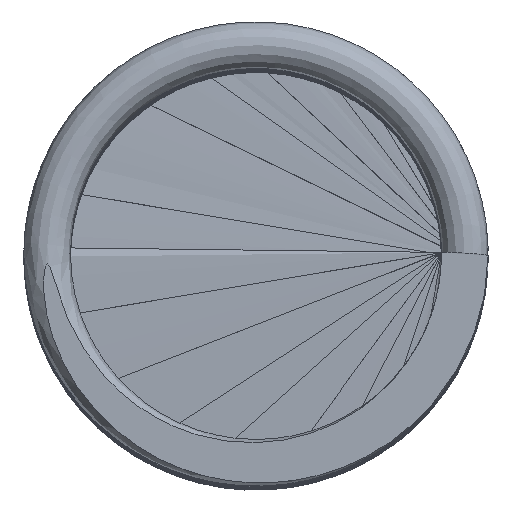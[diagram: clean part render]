
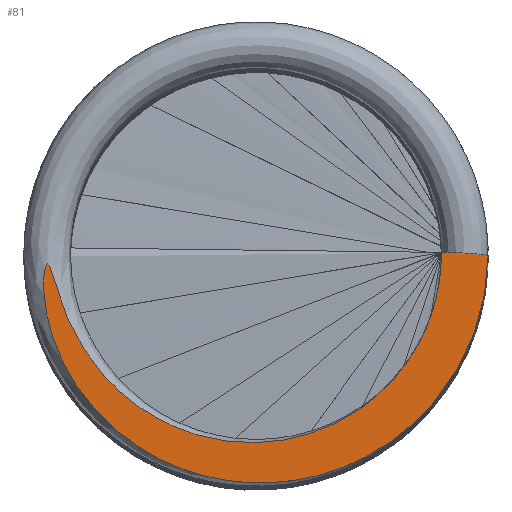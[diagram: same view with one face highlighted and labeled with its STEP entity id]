
A CAD part, top view. The second image highlights one B-rep face of the part: STEP entity #81.
In plain terms, the highlighted planar face has unit normal (0, 0, 1).
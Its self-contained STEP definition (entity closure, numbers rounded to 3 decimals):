
#49=EDGE_CURVE('',#51,#77,#111,.T.);
#51=VERTEX_POINT('',#113);
#57=EDGE_CURVE('',#87,#51,#119,.T.);
#71=EDGE_CURVE('',#77,#87,#136,.T.);
#77=VERTEX_POINT('',#143);
#81=ADVANCED_FACE('',(#147),#148,.T.);
#87=VERTEX_POINT('',#154);
#111=B_SPLINE_CURVE_WITH_KNOTS('',3,(#224,#225,#226,#227,#228,#229,#230,#231,#232,#233,#234,#235,#236,#237,#238,#239,#240,#241,#242,#243,#244,#245,#246,#247,#248,#249,#250,#251,#252,#253,#254,#255,#256,#257,#258,#259,#260,#261,#262,#263,#264,#265,#266,#267,#268,#269,#270,#271,#272,#273,#274,#275,#276,#277),.UNSPECIFIED.,.F.,.F.,(4,2,2,2,2,2,2,2,2,2,2,2,2,2,2,2,2,2,2,2,2,2,2,2,2,2,4),(-8.716,-8.431,-8.145,-7.628,-7.071,-6.424,-5.788,-5.254,-4.78,-4.308,-4.13,-4.077,-4.058,-4.049,-4.041,-4.033,-4.021,-3.998,-3.807,-3.51,-3.18,-2.629,-2.042,-1.567,-1.142,-0.683,-0.0),.UNSPECIFIED.);
#113=CARTESIAN_POINT('',(3.124,-0.019,32.44));
#119=LINE('',#571,#572);
#136=B_SPLINE_CURVE_WITH_KNOTS('',3,(#4848,#4849,#4850,#4851),.UNSPECIFIED.,.F.,.F.,(4,4),(0.,-0.0),.UNSPECIFIED.);
#143=CARTESIAN_POINT('',(2.496,0.019,32.44));
#147=FACE_OUTER_BOUND('',#4864,.T.);
#148=PLANE('',#4865);
#154=CARTESIAN_POINT('',(2.496,0.019,32.44));
#224=CARTESIAN_POINT('',(3.124,-0.019,32.44));
#225=CARTESIAN_POINT('',(3.122,-0.245,32.44));
#226=CARTESIAN_POINT('',(3.096,-0.471,32.44));
#227=CARTESIAN_POINT('',(2.995,-0.913,32.44));
#228=CARTESIAN_POINT('',(2.921,-1.126,32.44));
#229=CARTESIAN_POINT('',(2.648,-1.699,32.44));
#230=CARTESIAN_POINT('',(2.4,-2.03,32.44));
#231=CARTESIAN_POINT('',(1.766,-2.596,32.44));
#232=CARTESIAN_POINT('',(1.402,-2.795,32.44));
#233=CARTESIAN_POINT('',(0.633,-3.059,32.44));
#234=CARTESIAN_POINT('',(0.226,-3.099,32.44));
#235=CARTESIAN_POINT('',(-0.498,-3.052,32.44));
#236=CARTESIAN_POINT('',(-0.891,-2.961,32.44));
#237=CARTESIAN_POINT('',(-1.601,-2.609,32.44));
#238=CARTESIAN_POINT('',(-1.917,-2.378,32.44));
#239=CARTESIAN_POINT('',(-2.425,-1.795,32.44));
#240=CARTESIAN_POINT('',(-2.611,-1.478,32.44));
#241=CARTESIAN_POINT('',(-2.844,-0.794,32.44));
#242=CARTESIAN_POINT('',(-2.865,-0.505,32.44));
#243=CARTESIAN_POINT('',(-2.853,-0.264,32.44));
#244=CARTESIAN_POINT('',(-2.846,-0.212,32.44));
#245=CARTESIAN_POINT('',(-2.833,-0.167,32.44));
#246=CARTESIAN_POINT('',(-2.829,-0.155,32.44));
#247=CARTESIAN_POINT('',(-2.821,-0.143,32.44));
#248=CARTESIAN_POINT('',(-2.819,-0.139,32.44));
#249=CARTESIAN_POINT('',(-2.815,-0.135,32.44));
#250=CARTESIAN_POINT('',(-2.813,-0.134,32.44));
#251=CARTESIAN_POINT('',(-2.81,-0.133,32.44));
#252=CARTESIAN_POINT('',(-2.808,-0.132,32.44));
#253=CARTESIAN_POINT('',(-2.805,-0.132,32.44));
#254=CARTESIAN_POINT('',(-2.804,-0.132,32.44));
#255=CARTESIAN_POINT('',(-2.8,-0.134,32.44));
#256=CARTESIAN_POINT('',(-2.798,-0.135,32.44));
#257=CARTESIAN_POINT('',(-2.792,-0.14,32.44));
#258=CARTESIAN_POINT('',(-2.789,-0.144,32.44));
#259=CARTESIAN_POINT('',(-2.762,-0.185,32.44));
#260=CARTESIAN_POINT('',(-2.736,-0.282,32.44));
#261=CARTESIAN_POINT('',(-2.64,-0.606,32.44));
#262=CARTESIAN_POINT('',(-2.545,-0.898,32.44));
#263=CARTESIAN_POINT('',(-2.147,-1.562,32.44));
#264=CARTESIAN_POINT('',(-1.914,-1.787,32.44));
#265=CARTESIAN_POINT('',(-1.471,-2.156,32.44));
#266=CARTESIAN_POINT('',(-1.182,-2.302,32.44));
#267=CARTESIAN_POINT('',(-0.649,-2.489,32.44));
#268=CARTESIAN_POINT('',(-0.328,-2.55,32.44));
#269=CARTESIAN_POINT('',(0.308,-2.529,32.44));
#270=CARTESIAN_POINT('',(0.633,-2.472,32.44));
#271=CARTESIAN_POINT('',(1.267,-2.195,32.44));
#272=CARTESIAN_POINT('',(1.538,-2.009,32.44));
#273=CARTESIAN_POINT('',(2.016,-1.523,32.44));
#274=CARTESIAN_POINT('',(2.189,-1.243,32.44));
#275=CARTESIAN_POINT('',(2.47,-0.567,32.44));
#276=CARTESIAN_POINT('',(2.496,-0.209,32.44));
#277=CARTESIAN_POINT('',(2.496,0.019,32.44));
#571=CARTESIAN_POINT('',(1.41,0.085,32.44));
#572=VECTOR('',#4882,1.0);
#4848=CARTESIAN_POINT('',(2.496,0.019,32.44));
#4849=CARTESIAN_POINT('',(2.496,0.019,32.44));
#4850=CARTESIAN_POINT('',(2.496,0.019,32.44));
#4851=CARTESIAN_POINT('',(2.496,0.019,32.44));
#4864=EDGE_LOOP('',(#4913,#4914,#4915));
#4865=AXIS2_PLACEMENT_3D('',#4916,#4917,#4918);
#4882=DIRECTION('',(0.998,-0.06,0.0));
#4913=ORIENTED_EDGE('',*,*,#49,.F.);
#4914=ORIENTED_EDGE('',*,*,#57,.F.);
#4915=ORIENTED_EDGE('',*,*,#71,.F.);
#4916=CARTESIAN_POINT('',(0.0,0.0,32.44));
#4917=DIRECTION('',(0.0,0.0,1.0));
#4918=DIRECTION('',(1.0,0.0,0.0));
